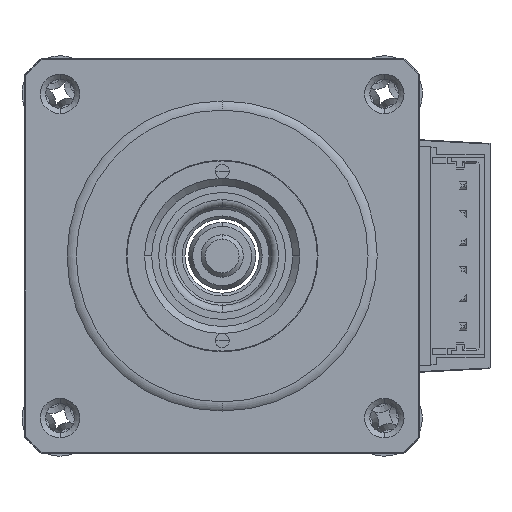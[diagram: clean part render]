
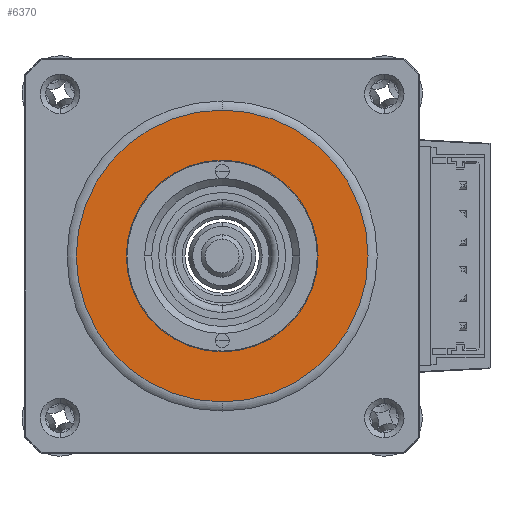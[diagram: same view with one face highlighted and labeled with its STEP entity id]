
A CAD part, left-side view. The second image highlights one B-rep face of the part: STEP entity #6370.
In plain terms, the highlighted planar face has unit normal (-1, 0, 0).
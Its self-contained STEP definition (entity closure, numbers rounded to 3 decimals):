
#15 = AXIS2_PLACEMENT_3D ( 'NONE', #5737, #5637, #5460 ) ;
#33 = CIRCLE ( 'NONE', #4077, 10.35 ) ;
#53 = EDGE_LOOP ( 'NONE', ( #14100, #8999 ) ) ;
#64 = ORIENTED_EDGE ( 'NONE', *, *, #11004, .T. ) ;
#413 = CIRCLE ( 'NONE', #15, 6.75 ) ;
#883 = EDGE_CURVE ( 'NONE', #10130, #5171, #413, .T. ) ;
#964 = EDGE_LOOP ( 'NONE', ( #10065, #64 ) ) ;
#1120 = CARTESIAN_POINT ( 'NONE',  ( -17.25, 0., 10.35 ) ) ;
#2049 = DIRECTION ( 'NONE',  ( -1., 0., 0. ) ) ;
#2052 = DIRECTION ( 'NONE',  ( 1., 0., 0. ) ) ;
#2209 = CARTESIAN_POINT ( 'NONE',  ( -17.25, 0., -10.35 ) ) ;
#3490 = CARTESIAN_POINT ( 'NONE',  ( -17.25, -0.053, 0. ) ) ;
#3507 = CIRCLE ( 'NONE', #5253, 10.35 ) ;
#4077 = AXIS2_PLACEMENT_3D ( 'NONE', #12350, #5632, #13481 ) ;
#4451 = VERTEX_POINT ( 'NONE', #2209 ) ;
#4653 = DIRECTION ( 'NONE',  ( 1., 0., 0. ) ) ;
#5171 = VERTEX_POINT ( 'NONE', #5981 ) ;
#5253 = AXIS2_PLACEMENT_3D ( 'NONE', #8878, #2049, #10026 ) ;
#5460 = DIRECTION ( 'NONE',  ( 0., 0., -1. ) ) ;
#5632 = DIRECTION ( 'NONE',  ( -1., 0., 0. ) ) ;
#5637 = DIRECTION ( 'NONE',  ( 1., 0., 0. ) ) ;
#5737 = CARTESIAN_POINT ( 'NONE',  ( -17.25, 0., 0. ) ) ;
#5981 = CARTESIAN_POINT ( 'NONE',  ( -17.25, 0., 6.75 ) ) ;
#6370 = ADVANCED_FACE ( 'NONE', ( #7023, #12976 ), #11343, .F. ) ;
#7023 = FACE_BOUND ( 'NONE', #964, .T. ) ;
#8431 = CARTESIAN_POINT ( 'NONE',  ( -17.25, 0., -6.75 ) ) ;
#8878 = CARTESIAN_POINT ( 'NONE',  ( -17.25, 0., 0. ) ) ;
#8883 = CARTESIAN_POINT ( 'NONE',  ( -17.25, 0., 0. ) ) ;
#8999 = ORIENTED_EDGE ( 'NONE', *, *, #14233, .T. ) ;
#10026 = DIRECTION ( 'NONE',  ( 0., 0., -1. ) ) ;
#10029 = DIRECTION ( 'NONE',  ( 0., 0., -1. ) ) ;
#10065 = ORIENTED_EDGE ( 'NONE', *, *, #883, .T. ) ;
#10130 = VERTEX_POINT ( 'NONE', #8431 ) ;
#11004 = EDGE_CURVE ( 'NONE', #5171, #10130, #11913, .T. ) ;
#11343 = PLANE ( 'NONE',  #14172 ) ;
#11913 = CIRCLE ( 'NONE', #13188, 6.75 ) ;
#12350 = CARTESIAN_POINT ( 'NONE',  ( -17.25, 0., 0. ) ) ;
#12518 = DIRECTION ( 'NONE',  ( 0., 0., -1. ) ) ;
#12976 = FACE_OUTER_BOUND ( 'NONE', #53, .T. ) ;
#13188 = AXIS2_PLACEMENT_3D ( 'NONE', #8883, #2052, #10029 ) ;
#13481 = DIRECTION ( 'NONE',  ( 0., 0., -1. ) ) ;
#13582 = EDGE_CURVE ( 'NONE', #4451, #14420, #33, .T. ) ;
#14100 = ORIENTED_EDGE ( 'NONE', *, *, #13582, .T. ) ;
#14172 = AXIS2_PLACEMENT_3D ( 'NONE', #3490, #4653, #12518 ) ;
#14233 = EDGE_CURVE ( 'NONE', #14420, #4451, #3507, .T. ) ;
#14420 = VERTEX_POINT ( 'NONE', #1120 ) ;
